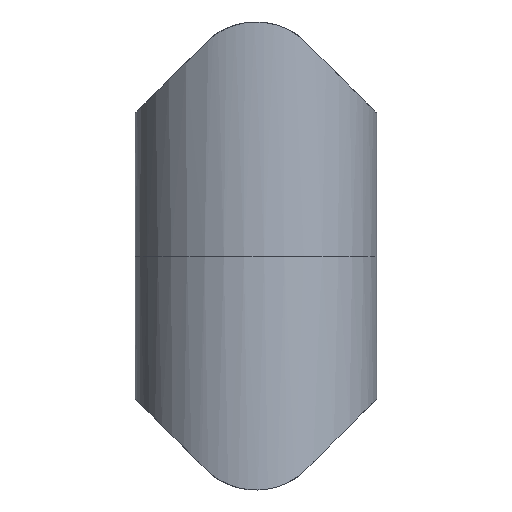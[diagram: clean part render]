
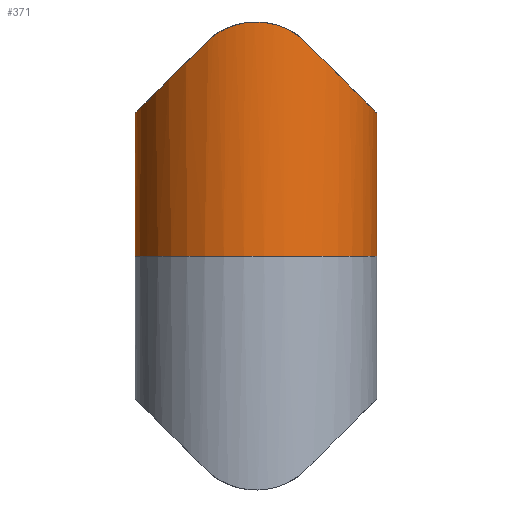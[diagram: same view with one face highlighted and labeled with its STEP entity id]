
A CAD part, left-side view. The second image highlights one B-rep face of the part: STEP entity #371.
In plain terms, the highlighted cylindrical face has radius 21.2 mm (diameter 42.4 mm), a full revolution.
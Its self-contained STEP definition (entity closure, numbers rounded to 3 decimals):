
#371 = ADVANCED_FACE ( 'NONE', ( #1650, #3826 ), #8515, .T. ) ;
#396 = VERTEX_POINT ( 'NONE', #7425 ) ;
#507 = CARTESIAN_POINT ( 'NONE',  ( 19.477, 8.372, 37.828 ) ) ;
#597 = CARTESIAN_POINT ( 'NONE',  ( 20.543, 5.249, 39.864 ) ) ;
#688 = CARTESIAN_POINT ( 'NONE',  ( -19.477, -8.372, 37.828 ) ) ;
#699 = CARTESIAN_POINT ( 'NONE',  ( 19.948, -7.21, 38.768 ) ) ;
#739 = CARTESIAN_POINT ( 'NONE',  ( 20.859, -3.807, 40.419 ) ) ;
#781 = CARTESIAN_POINT ( 'NONE',  ( 20.363, -5.909, 39.54 ) ) ;
#955 = CARTESIAN_POINT ( 'NONE',  ( -19.477, -8.372, 37.828 ) ) ;
#1108 = DIRECTION ( 'NONE',  ( 0., 0., 1. ) ) ;
#1116 = ORIENTED_EDGE ( 'NONE', *, *, #3859, .T. ) ;
#1153 = CARTESIAN_POINT ( 'NONE',  ( 0., 0., 0. ) ) ;
#1288 = CIRCLE ( 'NONE', #6284, 21.2 ) ;
#1351 = EDGE_CURVE ( 'NONE', #396, #396, #1288, .T. ) ;
#1617 = CARTESIAN_POINT ( 'NONE',  ( -20.258, -6.257, 39.348 ) ) ;
#1650 = FACE_OUTER_BOUND ( 'NONE', #11842, .T. ) ;
#1659 = ORIENTED_EDGE ( 'NONE', *, *, #2876, .T. ) ;
#1677 = CARTESIAN_POINT ( 'NONE',  ( 20.63, 4.897, 40.019 ) ) ;
#1752 = CARTESIAN_POINT ( 'NONE',  ( -19.477, -8.372, 37.828 ) ) ;
#1853 = CARTESIAN_POINT ( 'NONE',  ( -19.477, 8.372, 37.828 ) ) ;
#1934 = CARTESIAN_POINT ( 'NONE',  ( -10.882, -28.367, 17.833 ) ) ;
#2175 = VERTEX_POINT ( 'NONE', #7223 ) ;
#2332 = ORIENTED_EDGE ( 'NONE', *, *, #13804, .T. ) ;
#2333 = VERTEX_POINT ( 'NONE', #1853 ) ;
#2737 = EDGE_CURVE ( 'NONE', #2333, #2175, #10684, .T. ) ;
#2742 = CARTESIAN_POINT ( 'NONE',  ( -19.948, 7.21, 38.768 ) ) ;
#2750 = CARTESIAN_POINT ( 'NONE',  ( 21.113, 1.956, 40.854 ) ) ;
#2796 = CARTESIAN_POINT ( 'NONE',  ( 21.145, 1.572, 40.908 ) ) ;
#2876 = EDGE_CURVE ( 'NONE', #5085, #9660, #4715, .T. ) ;
#3823 = CARTESIAN_POINT ( 'NONE',  ( -19.718, -7.812, 38.323 ) ) ;
#3826 = FACE_OUTER_BOUND ( 'NONE', #7686, .T. ) ;
#3831 = CARTESIAN_POINT ( 'NONE',  ( 19.477, -8.372, 37.828 ) ) ;
#3859 = EDGE_CURVE ( 'NONE', #9660, #2333, #5180, .T. ) ;
#3879 = CARTESIAN_POINT ( 'NONE',  ( -21.033, 2.682, 40.718 ) ) ;
#3955 = AXIS2_PLACEMENT_3D ( 'NONE', #6228, #12678, #13710 ) ;
#4707 = ORIENTED_EDGE ( 'NONE', *, *, #1351, .T. ) ;
#4715 =( BOUNDED_CURVE ( )  B_SPLINE_CURVE ( 3, ( #9472, #10681, #1934, #955 ),
 .UNSPECIFIED., .F., .F. ) 
 B_SPLINE_CURVE_WITH_KNOTS ( ( 4, 4 ),
 ( 5.118, 7.448 ),
 .UNSPECIFIED. ) 
 CURVE ( )  GEOMETRIC_REPRESENTATION_ITEM ( )  RATIONAL_B_SPLINE_CURVE ( ( 1., 0.597, 0.597, 1. ) ) 
 REPRESENTATION_ITEM ( '' )  );
#4864 = CARTESIAN_POINT ( 'NONE',  ( -20.263, 6.242, 39.357 ) ) ;
#4875 = CARTESIAN_POINT ( 'NONE',  ( 20.789, -4.17, 40.298 ) ) ;
#4910 = CARTESIAN_POINT ( 'NONE',  ( -10.882, 28.367, 17.833 ) ) ;
#4958 = CARTESIAN_POINT ( 'NONE',  ( 21.158, -1.538, 40.93 ) ) ;
#4999 = CARTESIAN_POINT ( 'NONE',  ( -20.634, 4.881, 40.025 ) ) ;
#5061 = CARTESIAN_POINT ( 'NONE',  ( 21.2, 0.4, 41. ) ) ;
#5085 = VERTEX_POINT ( 'NONE', #3831 ) ;
#5180 = B_SPLINE_CURVE_WITH_KNOTS ( 'NONE', 3,
 ( #1752, #3823, #9200, #1617, #10271, #10311, #9287, #8051, #6026, #11241, #9111, #13547, #12464, #6112, #8095, #3879, #7090, #10235, #11332, #4999, #7135, #13494, #4864, #2742, #13454, #9245 ),
 .UNSPECIFIED., .F., .F.,
 ( 4, 2, 2, 2, 2, 2, 2, 2, 2, 2, 2, 2, 4 ),
 ( 0., 0.002, 0.003, 0.005, 0.007, 0.008, 0.009, 0.012, 0.013, 0.014, 0.015, 0.016, 0.019 ),
 .UNSPECIFIED. ) ;
#5981 = CARTESIAN_POINT ( 'NONE',  ( 21.033, -2.682, 40.718 ) ) ;
#6026 = CARTESIAN_POINT ( 'NONE',  ( -20.987, -3.091, 40.64 ) ) ;
#6077 = CARTESIAN_POINT ( 'NONE',  ( 20.865, 3.826, 40.431 ) ) ;
#6112 = CARTESIAN_POINT ( 'NONE',  ( -21.2, 0.767, 41.001 ) ) ;
#6228 = CARTESIAN_POINT ( 'NONE',  ( 0., 0., 46.2 ) ) ;
#6284 = AXIS2_PLACEMENT_3D ( 'NONE', #1153, #1108, #6484 ) ;
#6346 = ORIENTED_EDGE ( 'NONE', *, *, #2737, .T. ) ;
#6484 = DIRECTION ( 'NONE',  ( 1., 0., 0. ) ) ;
#6954 = CARTESIAN_POINT ( 'NONE',  ( -19.477, 8.372, 37.828 ) ) ;
#7090 = CARTESIAN_POINT ( 'NONE',  ( -20.981, 3.064, 40.629 ) ) ;
#7100 = CARTESIAN_POINT ( 'NONE',  ( 20.263, -6.242, 39.357 ) ) ;
#7135 = CARTESIAN_POINT ( 'NONE',  ( -20.548, 5.229, 39.874 ) ) ;
#7199 = CARTESIAN_POINT ( 'NONE',  ( 20.634, -4.881, 40.025 ) ) ;
#7223 = CARTESIAN_POINT ( 'NONE',  ( 19.477, 8.372, 37.828 ) ) ;
#7425 = CARTESIAN_POINT ( 'NONE',  ( 21.2, 0., 0. ) ) ;
#7686 = EDGE_LOOP ( 'NONE', ( #1659, #1116, #6346, #2332 ) ) ;
#8051 = CARTESIAN_POINT ( 'NONE',  ( -20.865, -3.826, 40.431 ) ) ;
#8095 = CARTESIAN_POINT ( 'NONE',  ( -21.158, 1.538, 40.93 ) ) ;
#8104 = CARTESIAN_POINT ( 'NONE',  ( 19.946, 7.214, 38.765 ) ) ;
#8242 = CARTESIAN_POINT ( 'NONE',  ( 19.718, -7.812, 38.324 ) ) ;
#8515 = CYLINDRICAL_SURFACE ( 'NONE', #3955, 21.2 ) ;
#9111 = CARTESIAN_POINT ( 'NONE',  ( -21.145, -1.572, 40.908 ) ) ;
#9200 = CARTESIAN_POINT ( 'NONE',  ( -19.946, -7.214, 38.765 ) ) ;
#9245 = CARTESIAN_POINT ( 'NONE',  ( -19.477, 8.372, 37.828 ) ) ;
#9287 = CARTESIAN_POINT ( 'NONE',  ( -20.63, -4.897, 40.019 ) ) ;
#9472 = CARTESIAN_POINT ( 'NONE',  ( 19.477, -8.372, 37.828 ) ) ;
#9660 = VERTEX_POINT ( 'NONE', #688 ) ;
#9815 = B_SPLINE_CURVE_WITH_KNOTS ( 'NONE', 3,
 ( #10105, #11161, #8104, #11433, #11249, #597, #1677, #6077, #11343, #2750, #2796, #10320, #5061, #10244, #4958, #5981, #13560, #739, #4875, #7199, #11292, #781, #7100, #699, #8242, #12333 ),
 .UNSPECIFIED., .F., .F.,
 ( 4, 2, 2, 2, 2, 2, 2, 2, 2, 2, 2, 2, 4 ),
 ( 0., 0.002, 0.003, 0.005, 0.007, 0.008, 0.009, 0.012, 0.013, 0.014, 0.015, 0.016, 0.019 ),
 .UNSPECIFIED. ) ;
#10105 = CARTESIAN_POINT ( 'NONE',  ( 19.477, 8.372, 37.828 ) ) ;
#10235 = CARTESIAN_POINT ( 'NONE',  ( -20.859, 3.807, 40.419 ) ) ;
#10244 = CARTESIAN_POINT ( 'NONE',  ( 21.2, -0.767, 41.001 ) ) ;
#10271 = CARTESIAN_POINT ( 'NONE',  ( -20.357, -5.929, 39.529 ) ) ;
#10311 = CARTESIAN_POINT ( 'NONE',  ( -20.543, -5.249, 39.864 ) ) ;
#10320 = CARTESIAN_POINT ( 'NONE',  ( 21.189, 0.794, 40.981 ) ) ;
#10681 = CARTESIAN_POINT ( 'NONE',  ( 10.882, -28.367, 17.833 ) ) ;
#10684 =( BOUNDED_CURVE ( )  B_SPLINE_CURVE ( 3, ( #6954, #4910, #13317, #507 ),
 .UNSPECIFIED., .F., .F. ) 
 B_SPLINE_CURVE_WITH_KNOTS ( ( 4, 4 ),
 ( 5.118, 7.448 ),
 .UNSPECIFIED. ) 
 CURVE ( )  GEOMETRIC_REPRESENTATION_ITEM ( )  RATIONAL_B_SPLINE_CURVE ( ( 1., 0.597, 0.597, 1. ) ) 
 REPRESENTATION_ITEM ( '' )  );
#11161 = CARTESIAN_POINT ( 'NONE',  ( 19.718, 7.812, 38.323 ) ) ;
#11241 = CARTESIAN_POINT ( 'NONE',  ( -21.113, -1.956, 40.854 ) ) ;
#11249 = CARTESIAN_POINT ( 'NONE',  ( 20.357, 5.929, 39.529 ) ) ;
#11292 = CARTESIAN_POINT ( 'NONE',  ( 20.548, -5.229, 39.874 ) ) ;
#11332 = CARTESIAN_POINT ( 'NONE',  ( -20.789, 4.17, 40.298 ) ) ;
#11343 = CARTESIAN_POINT ( 'NONE',  ( 20.987, 3.091, 40.64 ) ) ;
#11433 = CARTESIAN_POINT ( 'NONE',  ( 20.258, 6.257, 39.348 ) ) ;
#11842 = EDGE_LOOP ( 'NONE', ( #4707 ) ) ;
#12333 = CARTESIAN_POINT ( 'NONE',  ( 19.477, -8.372, 37.828 ) ) ;
#12464 = CARTESIAN_POINT ( 'NONE',  ( -21.2, -0.4, 41. ) ) ;
#12678 = DIRECTION ( 'NONE',  ( 0., 0., -1. ) ) ;
#13317 = CARTESIAN_POINT ( 'NONE',  ( 10.882, 28.367, 17.833 ) ) ;
#13454 = CARTESIAN_POINT ( 'NONE',  ( -19.718, 7.812, 38.324 ) ) ;
#13494 = CARTESIAN_POINT ( 'NONE',  ( -20.363, 5.909, 39.54 ) ) ;
#13547 = CARTESIAN_POINT ( 'NONE',  ( -21.189, -0.794, 40.981 ) ) ;
#13560 = CARTESIAN_POINT ( 'NONE',  ( 20.981, -3.064, 40.629 ) ) ;
#13710 = DIRECTION ( 'NONE',  ( -1., 0., 0. ) ) ;
#13804 = EDGE_CURVE ( 'NONE', #2175, #5085, #9815, .T. ) ;
